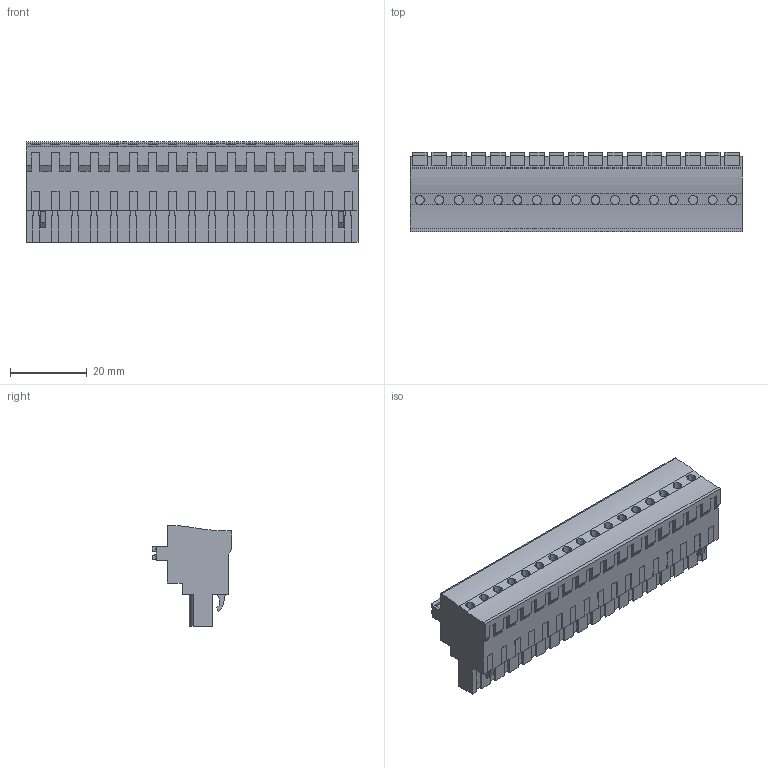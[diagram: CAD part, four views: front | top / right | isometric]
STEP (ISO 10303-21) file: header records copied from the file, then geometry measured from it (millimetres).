
FILE_DESCRIPTION(('CATIA V5 STEP Exchange','CAx-IF Rec.Pracs.--- Model Styling and Organization---1.2---2011-12-15'),'2;1');
FILE_NAME ('D1461168_0_1982850000_1982850000.stp','2017-10-30T15:00:20+00:00',('none'),('Weidmueller'),'CATIA Version 5-6 Release 2014','CATIA V5 STEP AP214','none');
FILE_SCHEMA(('AUTOMOTIVE_DESIGN { 1 0 10303 214 1 1 1 1 }'));
Length unit declared in the file: millimetre
Products named in the file (1): 1982850000
Bounding box: 86.36 x 20.64 x 26.24 mm (x, y, z)
Volume: 25487.4 mm3; surface area: 12212.4 mm2
Topology: 18 solids, 18 shells, 1162 faces, 3242 edges, 2186 vertices
Faces by surface type: plane 989, cylinder 173
Entity records: 33664 total; most frequent: ORIENTED_EDGE 6484, CARTESIAN_POINT 6237, DIRECTION 4280, EDGE_CURVE 3242, VECTOR 2896, LINE 2896, VERTEX_POINT 2186, EDGE_LOOP 1232
